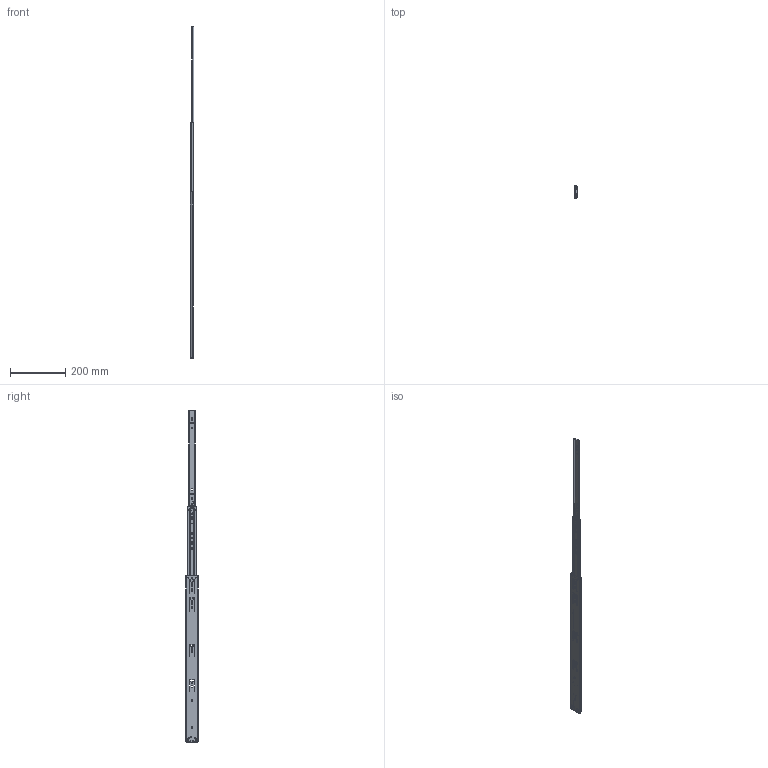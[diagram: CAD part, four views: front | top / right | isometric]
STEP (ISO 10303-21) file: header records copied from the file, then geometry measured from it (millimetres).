
FILE_DESCRIPTION (( 'STEP AP214' ), '1' );
FILE_NAME ('FR_5001.0600mm_0024inch_ECD_open.STEP', '2022-10-11T13:37:44', ( '' ), ( '' ), 'SwSTEP 2.0', 'SolidWorks 2020', '' );
FILE_SCHEMA (( 'AUTOMOTIVE_DESIGN' ));
Length unit declared in the file: millimetre
Products named in the file (17): FR5001 ECD SLIDER; FR5001 ECD CATCH; 5001.XXX-01.T001_NL  600 ausgefahren; 5001.XXX-02.T001_NL  600; FR_5001.0600mm_0024inch_ECD_open; 5001.XXX-01.T001_NL  600; 5000 RIVET; 5001 MIDDLE STOP NEW; 5001.XXX-03.T001_NL  600; FR5001 ECD; 5001 Damper Rod; 5001 Damper_Damper Extended; FR5001 TRIGGER; 5001 Damper Base; 5001 ECD_5001 ECD Open
Assembly tree (17 placements, depth 5):
  FR_5001.0600mm_0024inch_ECD_open
    5001.XXX-01.T001_NL  600 ausgefahren
      5001.XXX-01.T001_NL  600
      5001 ECD_5001 ECD Open
        FR5001 ECD
        FR5001 ECD SLIDER
        5001 Damper_Damper Extended
          5001 Damper Base
          5001 Damper Rod
    5001.XXX-03.T001_NL  600
      5001.XXX-03.T001_NL  600
      FR5001 TRIGGER
      5000 RIVET  x2
      FR5001 ECD CATCH
    5001.XXX-02.T001_NL  600
      5001.XXX-02.T001_NL  600
      5001 MIDDLE STOP NEW
Bounding box: 12.3 x 45.7 x 1200.5 mm (x, y, z)
Volume: 121738.2 mm3; surface area: 186950.7 mm2
Topology: 12 solids, 12 shells, 1060 faces, 2775 edges, 1741 vertices
Faces by surface type: plane 588, cylinder 428, bspline 38, torus 4, cone 2
Entity records: 34289 total; most frequent: CARTESIAN_POINT 7364, DIRECTION 5560, ORIENTED_EDGE 5520, EDGE_CURVE 2760, AXIS2_PLACEMENT_3D 1890, LINE 1780, VECTOR 1780, VERTEX_POINT 1734
